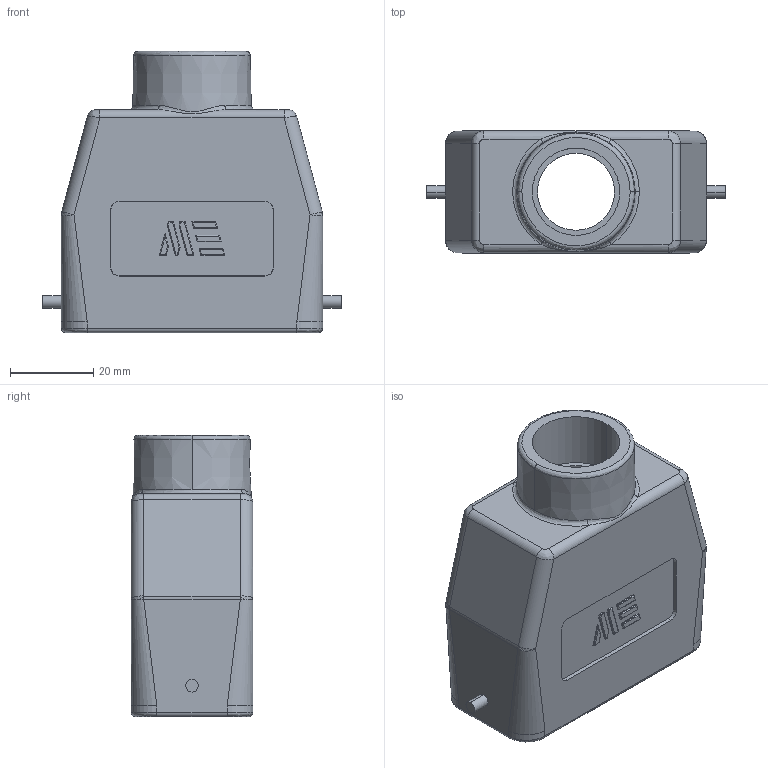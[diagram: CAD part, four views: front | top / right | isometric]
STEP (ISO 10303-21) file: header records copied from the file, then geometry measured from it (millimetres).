
FILE_DESCRIPTION (( 'STEP AP203' ), '1' );
FILE_NAME ('2935423005.step', '2025-02-12T17:56:35', ( '' ), ( '' ), 'SwSTEP 2.0', 'SolidWorks 2024', '' );
FILE_SCHEMA (( 'CONFIG_CONTROL_DESIGN' ));
Length unit declared in the file: inch
Products named in the file (1): 2935423005
Bounding box: 71.8 x 29.3 x 67.6 mm (x, y, z)
Volume: 33853 mm3; surface area: 22302.1 mm2
Topology: 1 solids, 1 shells, 261 faces, 610 edges, 369 vertices
Faces by surface type: plane 116, cylinder 96, bspline 39, cone 10
Entity records: 8706 total; most frequent: CARTESIAN_POINT 3098, ORIENTED_EDGE 1212, DIRECTION 1034, EDGE_CURVE 606, VECTOR 386, LINE 386, VERTEX_POINT 369, AXIS2_PLACEMENT_3D 324
